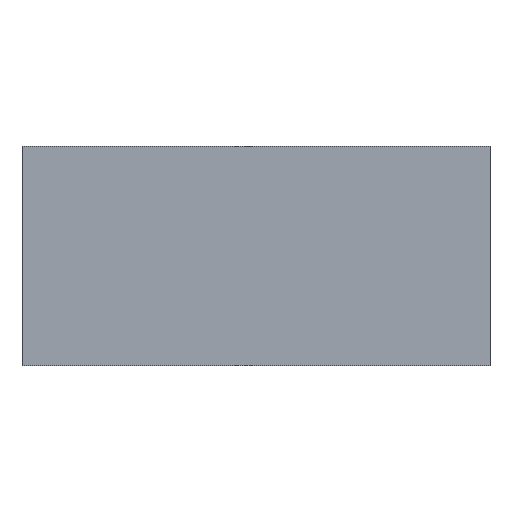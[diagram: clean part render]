
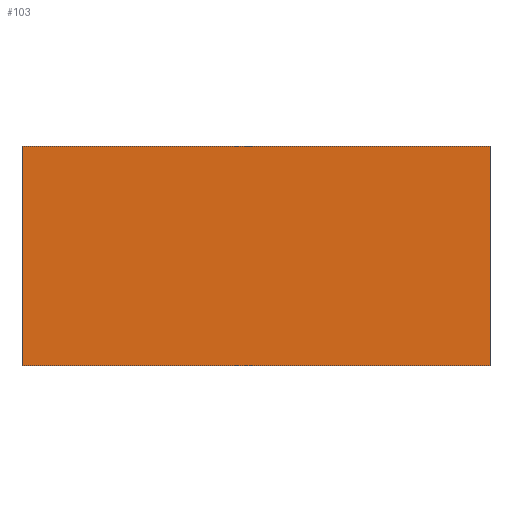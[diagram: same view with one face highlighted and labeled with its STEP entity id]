
A CAD part, front view. The second image highlights one B-rep face of the part: STEP entity #103.
In plain terms, the highlighted planar face has unit normal (0, -1, 0).
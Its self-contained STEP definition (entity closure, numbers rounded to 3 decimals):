
#13 = LINE ( 'NONE', #90, #182 ) ;
#41 = FACE_OUTER_BOUND ( 'NONE', #74, .T. ) ;
#47 = EDGE_CURVE ( 'NONE', #69, #89, #54, .T. ) ;
#50 = AXIS2_PLACEMENT_3D ( 'NONE', #252, #208, #97 ) ;
#53 = CARTESIAN_POINT ( 'NONE',  ( 0., 0., 15. ) ) ;
#54 = LINE ( 'NONE', #53, #91 ) ;
#56 = ORIENTED_EDGE ( 'NONE', *, *, #85, .F. ) ;
#60 = LINE ( 'NONE', #141, #161 ) ;
#69 = VERTEX_POINT ( 'NONE', #137 ) ;
#74 = EDGE_LOOP ( 'NONE', ( #178, #56, #220, #197 ) ) ;
#80 = CARTESIAN_POINT ( 'NONE',  ( 0., 0., 0. ) ) ;
#85 = EDGE_CURVE ( 'NONE', #110, #245, #13, .T. ) ;
#89 = VERTEX_POINT ( 'NONE', #80 ) ;
#90 = CARTESIAN_POINT ( 'NONE',  ( 32., 0., 15. ) ) ;
#91 = VECTOR ( 'NONE', #134, 1000. ) ;
#97 = DIRECTION ( 'NONE',  ( 0., 0., 1. ) ) ;
#103 = ADVANCED_FACE ( 'NONE', ( #41 ), #122, .F. ) ;
#110 = VERTEX_POINT ( 'NONE', #268 ) ;
#113 = VECTOR ( 'NONE', #142, 1000. ) ;
#119 = DIRECTION ( 'NONE',  ( 1., 0., 0. ) ) ;
#122 = PLANE ( 'NONE',  #50 ) ;
#133 = DIRECTION ( 'NONE',  ( 0., 0., -1. ) ) ;
#134 = DIRECTION ( 'NONE',  ( 0., 0., -1. ) ) ;
#137 = CARTESIAN_POINT ( 'NONE',  ( 0., 0., 15. ) ) ;
#141 = CARTESIAN_POINT ( 'NONE',  ( 0., 0., 0. ) ) ;
#142 = DIRECTION ( 'NONE',  ( 1., 0., 0. ) ) ;
#161 = VECTOR ( 'NONE', #119, 1000. ) ;
#163 = LINE ( 'NONE', #251, #113 ) ;
#178 = ORIENTED_EDGE ( 'NONE', *, *, #247, .T. ) ;
#182 = VECTOR ( 'NONE', #133, 1000. ) ;
#197 = ORIENTED_EDGE ( 'NONE', *, *, #47, .T. ) ;
#208 = DIRECTION ( 'NONE',  ( 0., 1., 0. ) ) ;
#220 = ORIENTED_EDGE ( 'NONE', *, *, #255, .F. ) ;
#245 = VERTEX_POINT ( 'NONE', #250 ) ;
#247 = EDGE_CURVE ( 'NONE', #89, #245, #60, .T. ) ;
#250 = CARTESIAN_POINT ( 'NONE',  ( 32., 0., 0. ) ) ;
#251 = CARTESIAN_POINT ( 'NONE',  ( 0., 0., 15. ) ) ;
#252 = CARTESIAN_POINT ( 'NONE',  ( 0., 0., 15. ) ) ;
#255 = EDGE_CURVE ( 'NONE', #69, #110, #163, .T. ) ;
#268 = CARTESIAN_POINT ( 'NONE',  ( 32., 0., 15. ) ) ;
